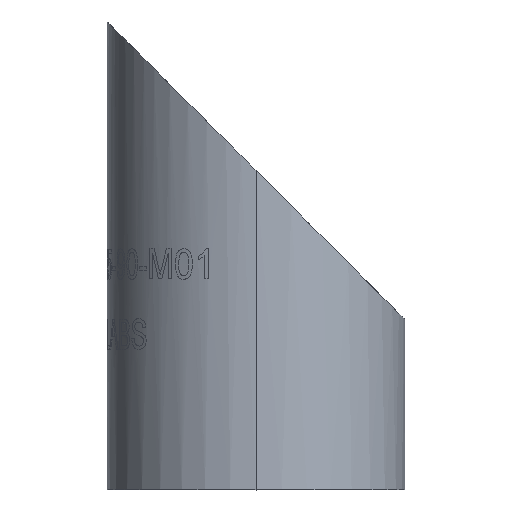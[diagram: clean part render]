
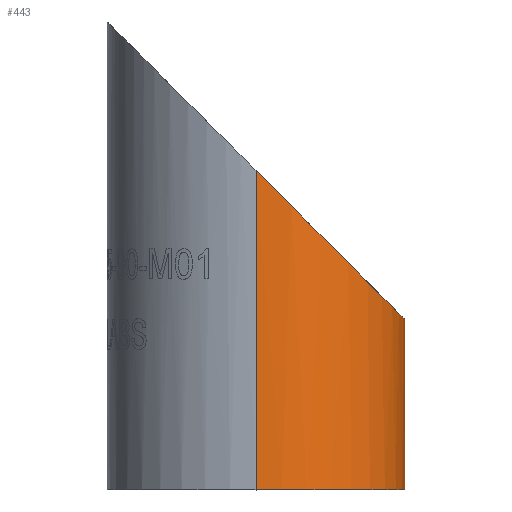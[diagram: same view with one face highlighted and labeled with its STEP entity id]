
A CAD part, top view. The second image highlights one B-rep face of the part: STEP entity #443.
In plain terms, the highlighted cylindrical face has radius 6.35 mm (diameter 12.7 mm), a partial arc.
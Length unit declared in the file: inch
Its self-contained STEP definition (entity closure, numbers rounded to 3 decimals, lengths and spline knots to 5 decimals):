
#189 = CIRCLE ( 'NONE', #527, 0.25 ) ;
#248 = CARTESIAN_POINT ( 'NONE',  ( 0.20704, -0.09156, -0.16788 ) ) ;
#332 = CARTESIAN_POINT ( 'NONE',  ( 0.11727, -0.0018, 0.16596 ) ) ;
#351 = CARTESIAN_POINT ( 'NONE',  ( 0.23457, -0.1191, -0.00821 ) ) ;
#443 = ADVANCED_FACE ( 'NONE', ( #1142 ), #717, .T. ) ;
#527 = AXIS2_PLACEMENT_3D ( 'NONE', #851, #4106, #1313 ) ;
#712 = CARTESIAN_POINT ( 'NONE',  ( 0.19315, -0.07768, -0.19034 ) ) ;
#717 = CYLINDRICAL_SURFACE ( 'NONE', #1105, 0.25 ) ;
#730 = DIRECTION ( 'NONE',  ( 0., 0., -1. ) ) ;
#762 = ORIENTED_EDGE ( 'NONE', *, *, #1384, .F. ) ;
#799 = CARTESIAN_POINT ( 'NONE',  ( 0.13644, -0.02096, 0.1531 ) ) ;
#815 = CARTESIAN_POINT ( 'NONE',  ( 0.23754, -0.12206, -0.03795 ) ) ;
#851 = CARTESIAN_POINT ( 'NONE',  ( -0.01246, -0.40871, -0.04787 ) ) ;
#870 = CARTESIAN_POINT ( 'NONE',  ( -0.01246, 0.3779, -0.29787 ) ) ;
#964 = EDGE_CURVE ( 'NONE', #3389, #5966, #5457, .T. ) ;
#1105 = AXIS2_PLACEMENT_3D ( 'NONE', #5357, #1643, #730 ) ;
#1129 = ORIENTED_EDGE ( 'NONE', *, *, #3507, .T. ) ;
#1142 = FACE_OUTER_BOUND ( 'NONE', #1685, .T. ) ;
#1167 = ORIENTED_EDGE ( 'NONE', *, *, #964, .F. ) ;
#1175 = CARTESIAN_POINT ( 'NONE',  ( 0.17218, -0.05671, -0.21726 ) ) ;
#1246 = CARTESIAN_POINT ( 'NONE',  ( -0.01246, 0.12794, 0.20213 ) ) ;
#1262 = CARTESIAN_POINT ( 'NONE',  ( 0.16071, -0.04523, 0.13313 ) ) ;
#1274 = CARTESIAN_POINT ( 'NONE',  ( -0.01246, 0.3779, 0.20213 ) ) ;
#1313 = DIRECTION ( 'NONE',  ( 0., 0., 1. ) ) ;
#1384 = EDGE_CURVE ( 'NONE', #5284, #3389, #4725, .T. ) ;
#1513 = VERTEX_POINT ( 'NONE', #5286 ) ;
#1596 = CARTESIAN_POINT ( 'NONE',  ( 0.23695, -0.12147, -0.06772 ) ) ;
#1642 = CARTESIAN_POINT ( 'NONE',  ( 0.13671, -0.02123, -0.24911 ) ) ;
#1643 = DIRECTION ( 'NONE',  ( 0., -1., 0. ) ) ;
#1685 = EDGE_LOOP ( 'NONE', ( #762, #2429, #1129, #3010, #1167 ) ) ;
#1734 = CARTESIAN_POINT ( 'NONE',  ( 0.19343, -0.07796, 0.09495 ) ) ;
#1832 = CARTESIAN_POINT ( 'NONE',  ( -0.01246, -0.40871, 0.20213 ) ) ;
#1886 = CARTESIAN_POINT ( 'NONE',  ( -0.01246, 0.12794, 0.20213 ) ) ;
#1963 = CARTESIAN_POINT ( 'NONE',  ( -0.01246, 0.12794, -0.29787 ) ) ;
#1989 = VECTOR ( 'NONE', #4531, 39.37008 ) ;
#2063 = CARTESIAN_POINT ( 'NONE',  ( 0.23754, -0.12206, -0.04787 ) ) ;
#2071 = LINE ( 'NONE', #870, #4246 ) ;
#2090 = CARTESIAN_POINT ( 'NONE',  ( 0.23754, -0.12206, -0.04787 ) ) ;
#2116 = CARTESIAN_POINT ( 'NONE',  ( 0.09781, 0.01767, -0.27274 ) ) ;
#2189 = CARTESIAN_POINT ( 'NONE',  ( 0.01577, 0.0997, 0.20093 ) ) ;
#2202 = CARTESIAN_POINT ( 'NONE',  ( 0.21516, -0.09969, 0.0559 ) ) ;
#2429 = ORIENTED_EDGE ( 'NONE', *, *, #4517, .T. ) ;
#2557 = CARTESIAN_POINT ( 'NONE',  ( 0.2328, -0.11732, -0.09728 ) ) ;
#2579 = CARTESIAN_POINT ( 'NONE',  ( 0.0574, 0.05807, -0.28834 ) ) ;
#2654 = CARTESIAN_POINT ( 'NONE',  ( 0.05731, 0.05816, 0.19262 ) ) ;
#2673 = CARTESIAN_POINT ( 'NONE',  ( 0.22544, -0.10997, 0.02952 ) ) ;
#2909 = CARTESIAN_POINT ( 'NONE',  ( -0.01246, 0.12794, -0.29787 ) ) ;
#2937 = VERTEX_POINT ( 'NONE', #1832 ) ;
#3010 = ORIENTED_EDGE ( 'NONE', *, *, #5152, .F. ) ;
#3032 = CARTESIAN_POINT ( 'NONE',  ( 0.21921, -0.10374, -0.14355 ) ) ;
#3061 = CARTESIAN_POINT ( 'NONE',  ( 0.01561, 0.09986, -0.29669 ) ) ;
#3132 = CARTESIAN_POINT ( 'NONE',  ( 0.09765, 0.01782, 0.17707 ) ) ;
#3148 = CARTESIAN_POINT ( 'NONE',  ( 0.23279, -0.11732, 0.00155 ) ) ;
#3389 = VERTEX_POINT ( 'NONE', #2063 ) ;
#3497 = CARTESIAN_POINT ( 'NONE',  ( 0.20262, -0.08715, -0.1756 ) ) ;
#3507 = EDGE_CURVE ( 'NONE', #2937, #1513, #189, .T. ) ;
#3589 = CARTESIAN_POINT ( 'NONE',  ( 0.12377, -0.0083, 0.16189 ) ) ;
#3608 = CARTESIAN_POINT ( 'NONE',  ( 0.23695, -0.12147, -0.02803 ) ) ;
#3660 = DIRECTION ( 'NONE',  ( 0., -1., 0. ) ) ;
#3961 = CARTESIAN_POINT ( 'NONE',  ( 0.18807, -0.07259, -0.1974 ) ) ;
#4055 = CARTESIAN_POINT ( 'NONE',  ( 0.14262, -0.02715, 0.14837 ) ) ;
#4069 = CARTESIAN_POINT ( 'NONE',  ( 0.23754, -0.12206, -0.04787 ) ) ;
#4106 = DIRECTION ( 'NONE',  ( 0., 1., 0. ) ) ;
#4246 = VECTOR ( 'NONE', #3660, 39.37008 ) ;
#4437 = CARTESIAN_POINT ( 'NONE',  ( 0.16079, -0.04531, -0.22879 ) ) ;
#4517 = EDGE_CURVE ( 'NONE', #5284, #2937, #4604, .T. ) ;
#4523 = CARTESIAN_POINT ( 'NONE',  ( 0.17214, -0.05666, 0.12158 ) ) ;
#4531 = DIRECTION ( 'NONE',  ( 0., -1., 0. ) ) ;
#4604 = LINE ( 'NONE', #1274, #1989 ) ;
#4725 = B_SPLINE_CURVE_WITH_KNOTS ( 'NONE', 3,
 ( #1246, #4965, #2189, #5431, #2654, #5900, #3132, #332, #3589, #799, #4055, #1262, #4523, #1734, #4982, #2202, #5449, #2673, #5916, #3148, #351, #3608, #815, #4069 ),
 .UNSPECIFIED., .F., .F.,
 ( 4, 2, 2, 2, 2, 2, 2, 2, 2, 2, 2, 4 ),
 ( 0.01198, 0.01349, 0.015, 0.01651, 0.01727, 0.01802, 0.01954, 0.02105, 0.0218, 0.02256, 0.02331, 0.02407 ),
 .UNSPECIFIED. ) ;
#4741 = CARTESIAN_POINT ( 'NONE',  ( 0.00153, 0.11395, -0.29787 ) ) ;
#4871 = CARTESIAN_POINT ( 'NONE',  ( 0.23754, -0.12206, -0.05779 ) ) ;
#4893 = CARTESIAN_POINT ( 'NONE',  ( 0.12391, -0.00843, -0.25794 ) ) ;
#4965 = CARTESIAN_POINT ( 'NONE',  ( 0.00159, 0.11388, 0.20213 ) ) ;
#4982 = CARTESIAN_POINT ( 'NONE',  ( 0.20295, -0.08748, 0.0803 ) ) ;
#5152 = EDGE_CURVE ( 'NONE', #5966, #1513, #2071, .T. ) ;
#5284 = VERTEX_POINT ( 'NONE', #1886 ) ;
#5286 = CARTESIAN_POINT ( 'NONE',  ( -0.01246, -0.40871, -0.29787 ) ) ;
#5329 = CARTESIAN_POINT ( 'NONE',  ( 0.23456, -0.11909, -0.08759 ) ) ;
#5356 = CARTESIAN_POINT ( 'NONE',  ( 0.08449, 0.03098, -0.27875 ) ) ;
#5357 = CARTESIAN_POINT ( 'NONE',  ( -0.01246, 0.3779, -0.04787 ) ) ;
#5431 = CARTESIAN_POINT ( 'NONE',  ( 0.04359, 0.07188, 0.19617 ) ) ;
#5449 = CARTESIAN_POINT ( 'NONE',  ( 0.21891, -0.10344, 0.04729 ) ) ;
#5457 = B_SPLINE_CURVE_WITH_KNOTS ( 'NONE', 3,
 ( #2090, #4871, #1596, #5329, #2557, #5802, #3032, #248, #3497, #712, #3961, #1175, #4437, #1642, #4893, #2116, #5356, #2579, #5823, #3061, #4741, #1963 ),
 .UNSPECIFIED., .F., .F.,
 ( 4, 2, 2, 2, 2, 2, 2, 2, 2, 2, 4 ),
 ( 0.02407, 0.02482, 0.02558, 0.02709, 0.02784, 0.0286, 0.03011, 0.03162, 0.03313, 0.03464, 0.03615 ),
 .UNSPECIFIED. ) ;
#5802 = CARTESIAN_POINT ( 'NONE',  ( 0.22595, -0.11048, -0.12555 ) ) ;
#5823 = CARTESIAN_POINT ( 'NONE',  ( 0.04362, 0.07185, -0.29191 ) ) ;
#5900 = CARTESIAN_POINT ( 'NONE',  ( 0.08434, 0.03113, 0.18307 ) ) ;
#5916 = CARTESIAN_POINT ( 'NONE',  ( 0.22824, -0.11276, 0.02038 ) ) ;
#5966 = VERTEX_POINT ( 'NONE', #2909 ) ;
